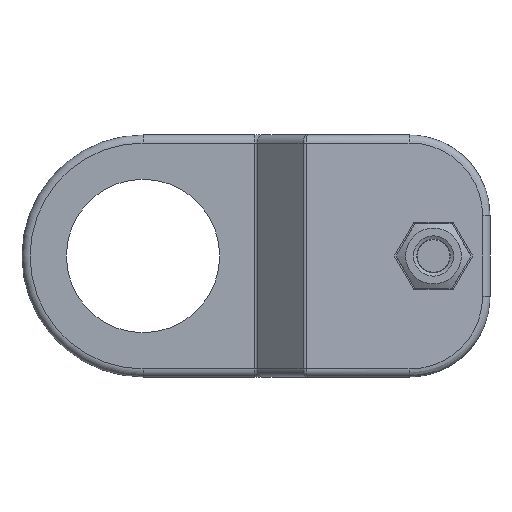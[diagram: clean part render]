
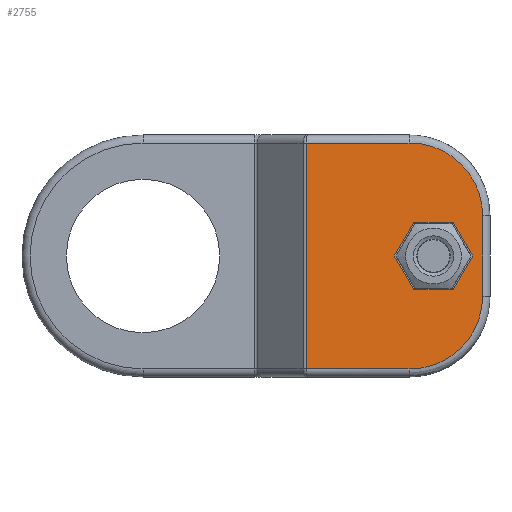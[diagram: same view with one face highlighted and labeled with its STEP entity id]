
A CAD part, left-side view. The second image highlights one B-rep face of the part: STEP entity #2755.
In plain terms, the highlighted planar face has unit normal (-0.996, -0.087, 0).
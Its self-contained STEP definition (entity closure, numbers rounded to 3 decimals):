
#733=CARTESIAN_POINT('',(-9.98,4.768,29.));
#734=VERTEX_POINT('',#733);
#780=CARTESIAN_POINT('',(-9.98,4.768,1.0));
#781=VERTEX_POINT('',#780);
#1022=CARTESIAN_POINT('',(-8.862,-8.087,1.0));
#1023=VERTEX_POINT('',#1022);
#1031=CARTESIAN_POINT('',(-8.862,-8.087,1.0));
#1032=DIRECTION('',(-0.087,0.996,0.0));
#1033=VECTOR('',#1032,12.903);
#1034=LINE('',#1031,#1033);
#1035=EDGE_CURVE('',#1023,#781,#1034,.T.);
#1073=CARTESIAN_POINT('',(-8.079,-17.087,10.0));
#1074=VERTEX_POINT('',#1073);
#1082=CARTESIAN_POINT('',(-8.862,-8.087,10.0));
#1083=DIRECTION('',(0.996,0.087,0.));
#1084=DIRECTION('',(0.087,-0.996,0.));
#1085=AXIS2_PLACEMENT_3D('',#1082,#1083,#1084);
#1086=ELLIPSE('',#1085,9.034,9.0);
#1087=EDGE_CURVE('',#1074,#1023,#1086,.T.);
#1107=CARTESIAN_POINT('',(-8.079,-17.087,20.0));
#1108=VERTEX_POINT('',#1107);
#1116=CARTESIAN_POINT('',(-8.079,-17.087,20.0));
#1117=DIRECTION('',(0.0,0.0,-1.0));
#1118=VECTOR('',#1117,10.0);
#1119=LINE('',#1116,#1118);
#1120=EDGE_CURVE('',#1108,#1074,#1119,.T.);
#1163=CARTESIAN_POINT('',(-8.862,-8.087,29.0));
#1164=VERTEX_POINT('',#1163);
#1172=CARTESIAN_POINT('',(-8.862,-8.087,20.0));
#1173=DIRECTION('',(0.996,0.087,0.0));
#1174=DIRECTION('',(0.087,-0.996,0.));
#1175=AXIS2_PLACEMENT_3D('',#1172,#1173,#1174);
#1176=ELLIPSE('',#1175,9.034,9.0);
#1177=EDGE_CURVE('',#1164,#1108,#1176,.T.);
#1196=CARTESIAN_POINT('',(-9.98,4.768,29.0));
#1197=DIRECTION('',(0.087,-0.996,0.0));
#1198=VECTOR('',#1197,12.903);
#1199=LINE('',#1196,#1198);
#1200=EDGE_CURVE('',#734,#1164,#1199,.T.);
#1248=CARTESIAN_POINT('',(-9.98,4.768,1.0));
#1249=DIRECTION('',(0.0,0.0,1.0));
#1250=VECTOR('',#1249,28.);
#1251=LINE('',#1248,#1250);
#1252=EDGE_CURVE('',#781,#734,#1251,.T.);
#2201=CARTESIAN_POINT('',(-8.82,-8.575,10.8));
#2202=VERTEX_POINT('',#2201);
#2203=CARTESIAN_POINT('',(-9.03,-6.15,15.0));
#2204=VERTEX_POINT('',#2203);
#2205=CARTESIAN_POINT('',(-8.82,-8.575,10.8));
#2206=DIRECTION('',(-0.043,0.5,0.865));
#2207=VECTOR('',#2206,4.854);
#2208=LINE('',#2205,#2207);
#2209=EDGE_CURVE('',#2202,#2204,#2208,.T.);
#2241=CARTESIAN_POINT('',(-8.82,-8.575,19.2));
#2242=VERTEX_POINT('',#2241);
#2243=CARTESIAN_POINT('',(-9.03,-6.15,15.));
#2244=DIRECTION('',(0.043,-0.5,0.865));
#2245=VECTOR('',#2244,4.854);
#2246=LINE('',#2243,#2245);
#2247=EDGE_CURVE('',#2204,#2242,#2246,.T.);
#2272=CARTESIAN_POINT('',(-8.398,-13.425,19.2));
#2273=VERTEX_POINT('',#2272);
#2274=CARTESIAN_POINT('',(-8.82,-8.575,19.2));
#2275=DIRECTION('',(0.087,-0.996,0.));
#2276=VECTOR('',#2275,4.868);
#2277=LINE('',#2274,#2276);
#2278=EDGE_CURVE('',#2242,#2273,#2277,.T.);
#2303=CARTESIAN_POINT('',(-8.187,-15.85,15.0));
#2304=VERTEX_POINT('',#2303);
#2305=CARTESIAN_POINT('',(-8.398,-13.425,19.2));
#2306=DIRECTION('',(0.043,-0.5,-0.865));
#2307=VECTOR('',#2306,4.854);
#2308=LINE('',#2305,#2307);
#2309=EDGE_CURVE('',#2273,#2304,#2308,.T.);
#2334=CARTESIAN_POINT('',(-8.398,-13.425,10.8));
#2335=VERTEX_POINT('',#2334);
#2336=CARTESIAN_POINT('',(-8.398,-13.425,10.8));
#2337=DIRECTION('',(-0.087,0.996,0.0));
#2338=VECTOR('',#2337,4.868);
#2339=LINE('',#2336,#2338);
#2340=EDGE_CURVE('',#2335,#2202,#2339,.T.);
#2365=CARTESIAN_POINT('',(-8.187,-15.85,15.0));
#2366=DIRECTION('',(-0.043,0.5,-0.865));
#2367=VECTOR('',#2366,4.854);
#2368=LINE('',#2365,#2367);
#2369=EDGE_CURVE('',#2304,#2335,#2368,.T.);
#2734=CARTESIAN_POINT('',(-8.0,-18.,0.0));
#2735=DIRECTION('',(-0.996,-0.087,0.0));
#2736=DIRECTION('',(0.0,0.0,1.0));
#2737=AXIS2_PLACEMENT_3D('',#2734,#2735,#2736);
#2738=PLANE('',#2737);
#2739=ORIENTED_EDGE('',*,*,#1200,.F.);
#2740=ORIENTED_EDGE('',*,*,#1252,.F.);
#2741=ORIENTED_EDGE('',*,*,#1035,.F.);
#2742=ORIENTED_EDGE('',*,*,#1087,.F.);
#2743=ORIENTED_EDGE('',*,*,#1120,.F.);
#2744=ORIENTED_EDGE('',*,*,#1177,.F.);
#2745=EDGE_LOOP('',(#2739,#2740,#2741,#2742,#2743,#2744));
#2746=FACE_OUTER_BOUND('',#2745,.T.);
#2747=ORIENTED_EDGE('',*,*,#2309,.T.);
#2748=ORIENTED_EDGE('',*,*,#2369,.T.);
#2749=ORIENTED_EDGE('',*,*,#2340,.T.);
#2750=ORIENTED_EDGE('',*,*,#2209,.T.);
#2751=ORIENTED_EDGE('',*,*,#2247,.T.);
#2752=ORIENTED_EDGE('',*,*,#2278,.T.);
#2753=EDGE_LOOP('',(#2747,#2748,#2749,#2750,#2751,#2752));
#2754=FACE_BOUND('',#2753,.T.);
#2755=ADVANCED_FACE('',(#2746,#2754),#2738,.T.);
